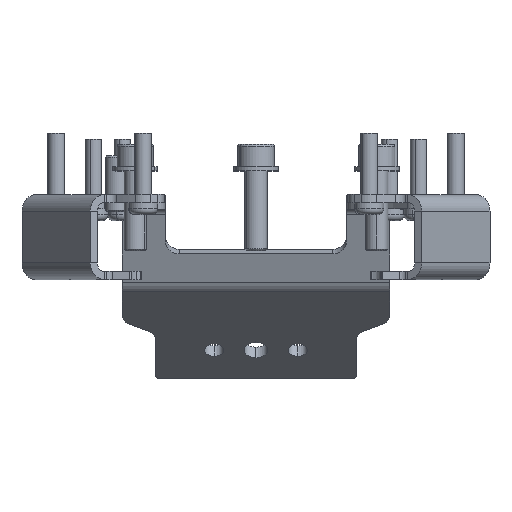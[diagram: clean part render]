
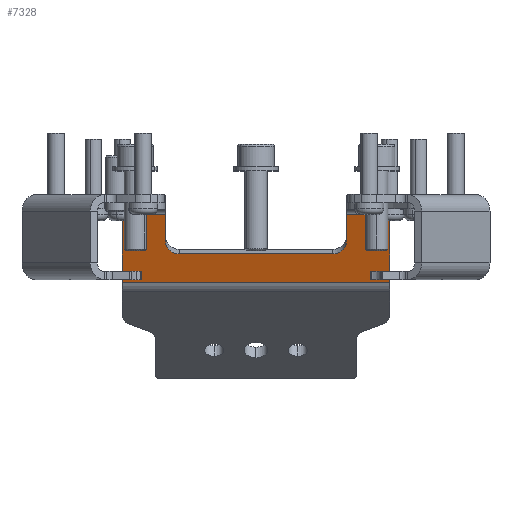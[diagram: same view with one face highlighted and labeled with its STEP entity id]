
A CAD part, top view. The second image highlights one B-rep face of the part: STEP entity #7328.
In plain terms, the highlighted planar face has unit normal (0, -0.342, 0.94).
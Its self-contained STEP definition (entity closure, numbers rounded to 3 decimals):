
#167 = AXIS2_PLACEMENT_3D ( 'NONE', #9638, #11017, #8331 ) ;
#411 = EDGE_CURVE ( 'NONE', #1937, #15089, #10587, .T. ) ;
#564 = DIRECTION ( 'NONE',  ( 0., -0.94, -0.342 ) ) ;
#764 = ORIENTED_EDGE ( 'NONE', *, *, #6634, .T. ) ;
#943 = DIRECTION ( 'NONE',  ( 0., 0.94, 0.342 ) ) ;
#1202 = CIRCLE ( 'NONE', #167, 5. ) ;
#1225 = AXIS2_PLACEMENT_3D ( 'NONE', #8134, #9198, #11728 ) ;
#1389 = DIRECTION ( 'NONE',  ( -1., 0., 0. ) ) ;
#1510 = VERTEX_POINT ( 'NONE', #10358 ) ;
#1554 = DIRECTION ( 'NONE',  ( -1., 0., 0. ) ) ;
#1571 = VERTEX_POINT ( 'NONE', #15503 ) ;
#1836 = VERTEX_POINT ( 'NONE', #2889 ) ;
#1853 = VECTOR ( 'NONE', #6756, 1000. ) ;
#1888 = CARTESIAN_POINT ( 'NONE',  ( 47.9, -25.717, -84.542 ) ) ;
#1937 = VERTEX_POINT ( 'NONE', #1888 ) ;
#1947 = EDGE_CURVE ( 'NONE', #12348, #15476, #4556, .T. ) ;
#2198 = EDGE_LOOP ( 'NONE', ( #3944, #15743, #13253, #6702, #2327, #12366, #3280, #15922, #764, #4021 ) ) ;
#2235 = EDGE_CURVE ( 'NONE', #1937, #15049, #6384, .T. ) ;
#2327 = ORIENTED_EDGE ( 'NONE', *, *, #14588, .T. ) ;
#2341 = LINE ( 'NONE', #14678, #8842 ) ;
#2889 = CARTESIAN_POINT ( 'NONE',  ( -32.5, -1.474, -75.718 ) ) ;
#3055 = FACE_OUTER_BOUND ( 'NONE', #2198, .T. ) ;
#3093 = DIRECTION ( 'NONE',  ( -1., 0., 0. ) ) ;
#3280 = ORIENTED_EDGE ( 'NONE', *, *, #8701, .T. ) ;
#3929 = CARTESIAN_POINT ( 'NONE',  ( 65., -1.474, -75.718 ) ) ;
#3944 = ORIENTED_EDGE ( 'NONE', *, *, #4860, .T. ) ;
#4021 = ORIENTED_EDGE ( 'NONE', *, *, #9643, .T. ) ;
#4415 = DIRECTION ( 'NONE',  ( 0., 0.94, 0.342 ) ) ;
#4556 = CIRCLE ( 'NONE', #10835, 5. ) ;
#4860 = EDGE_CURVE ( 'NONE', #1510, #15049, #6797, .T. ) ;
#5248 = LINE ( 'NONE', #15284, #12467 ) ;
#5276 = VECTOR ( 'NONE', #564, 1000. ) ;
#5743 = DIRECTION ( 'NONE',  ( 0., 0.342, -0.94 ) ) ;
#6384 = LINE ( 'NONE', #15120, #11930 ) ;
#6634 = EDGE_CURVE ( 'NONE', #15476, #1836, #2341, .T. ) ;
#6649 = VERTEX_POINT ( 'NONE', #12248 ) ;
#6676 = VECTOR ( 'NONE', #1389, 1000. ) ;
#6702 = ORIENTED_EDGE ( 'NONE', *, *, #11289, .T. ) ;
#6756 = DIRECTION ( 'NONE',  ( 0., 0.94, 0.342 ) ) ;
#6797 = LINE ( 'NONE', #10551, #5276 ) ;
#7328 = ADVANCED_FACE ( 'NONE', ( #3055 ), #8059, .F. ) ;
#7760 = CARTESIAN_POINT ( 'NONE',  ( -47.9, -25.717, -84.542 ) ) ;
#8059 = PLANE ( 'NONE',  #1225 ) ;
#8134 = CARTESIAN_POINT ( 'NONE',  ( 65., 0.5, -75. ) ) ;
#8331 = DIRECTION ( 'NONE',  ( 0., 0.94, 0.342 ) ) ;
#8695 = CARTESIAN_POINT ( 'NONE',  ( -27.5, -15.569, -80.849 ) ) ;
#8701 = EDGE_CURVE ( 'NONE', #6649, #12348, #5248, .T. ) ;
#8842 = VECTOR ( 'NONE', #943, 1000. ) ;
#9198 = DIRECTION ( 'NONE',  ( 0., 0.342, -0.94 ) ) ;
#9344 = CARTESIAN_POINT ( 'NONE',  ( -27.5, -10.871, -79.139 ) ) ;
#9572 = VECTOR ( 'NONE', #3093, 1000. ) ;
#9638 = CARTESIAN_POINT ( 'NONE',  ( 27.5, -10.871, -79.139 ) ) ;
#9643 = EDGE_CURVE ( 'NONE', #1836, #1510, #15128, .T. ) ;
#10358 = CARTESIAN_POINT ( 'NONE',  ( -47.9, -1.474, -75.718 ) ) ;
#10551 = CARTESIAN_POINT ( 'NONE',  ( -47.9, 0.5, -75. ) ) ;
#10587 = LINE ( 'NONE', #12970, #1853 ) ;
#10835 = AXIS2_PLACEMENT_3D ( 'NONE', #9344, #5743, #4415 ) ;
#11017 = DIRECTION ( 'NONE',  ( 0., 0.342, -0.94 ) ) ;
#11289 = EDGE_CURVE ( 'NONE', #15089, #1571, #12608, .T. ) ;
#11499 = EDGE_CURVE ( 'NONE', #15377, #6649, #1202, .T. ) ;
#11728 = DIRECTION ( 'NONE',  ( 0., 0.94, 0.342 ) ) ;
#11870 = CARTESIAN_POINT ( 'NONE',  ( -32.5, -10.871, -79.139 ) ) ;
#11930 = VECTOR ( 'NONE', #1554, 1000. ) ;
#12196 = DIRECTION ( 'NONE',  ( 0., -0.94, -0.342 ) ) ;
#12248 = CARTESIAN_POINT ( 'NONE',  ( 27.5, -15.569, -80.849 ) ) ;
#12348 = VERTEX_POINT ( 'NONE', #8695 ) ;
#12359 = CARTESIAN_POINT ( 'NONE',  ( 65., -1.474, -75.718 ) ) ;
#12366 = ORIENTED_EDGE ( 'NONE', *, *, #11499, .T. ) ;
#12467 = VECTOR ( 'NONE', #15125, 1000. ) ;
#12579 = CARTESIAN_POINT ( 'NONE',  ( 47.9, -1.474, -75.718 ) ) ;
#12608 = LINE ( 'NONE', #3929, #9572 ) ;
#12970 = CARTESIAN_POINT ( 'NONE',  ( 47.9, 0.5, -75. ) ) ;
#13253 = ORIENTED_EDGE ( 'NONE', *, *, #411, .T. ) ;
#13500 = CARTESIAN_POINT ( 'NONE',  ( 32.5, 0.5, -75. ) ) ;
#13932 = CARTESIAN_POINT ( 'NONE',  ( 32.5, -10.871, -79.139 ) ) ;
#14588 = EDGE_CURVE ( 'NONE', #1571, #15377, #14787, .T. ) ;
#14678 = CARTESIAN_POINT ( 'NONE',  ( -32.5, 0.5, -75. ) ) ;
#14787 = LINE ( 'NONE', #13500, #15594 ) ;
#15049 = VERTEX_POINT ( 'NONE', #7760 ) ;
#15089 = VERTEX_POINT ( 'NONE', #12579 ) ;
#15120 = CARTESIAN_POINT ( 'NONE',  ( 65., -25.717, -84.542 ) ) ;
#15125 = DIRECTION ( 'NONE',  ( -1., 0., 0. ) ) ;
#15128 = LINE ( 'NONE', #12359, #6676 ) ;
#15284 = CARTESIAN_POINT ( 'NONE',  ( 65., -15.569, -80.849 ) ) ;
#15377 = VERTEX_POINT ( 'NONE', #13932 ) ;
#15476 = VERTEX_POINT ( 'NONE', #11870 ) ;
#15503 = CARTESIAN_POINT ( 'NONE',  ( 32.5, -1.474, -75.718 ) ) ;
#15594 = VECTOR ( 'NONE', #12196, 1000. ) ;
#15743 = ORIENTED_EDGE ( 'NONE', *, *, #2235, .F. ) ;
#15922 = ORIENTED_EDGE ( 'NONE', *, *, #1947, .T. ) ;
